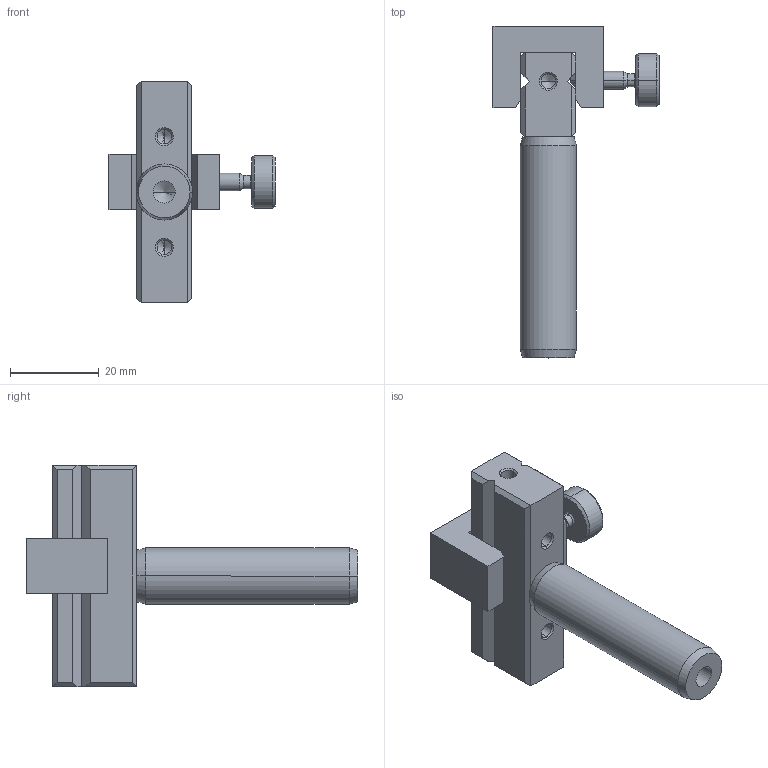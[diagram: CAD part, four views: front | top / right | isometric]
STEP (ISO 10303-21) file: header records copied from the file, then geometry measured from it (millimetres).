
FILE_DESCRIPTION (( 'STEP AP214' ), '1' );
FILE_NAME ('OM-007-020-010_01.STEP', '2024-10-13T16:04:15', ( '' ), ( '' ), 'SwSTEP 2.0', 'SolidWorks 2022', '' );
FILE_SCHEMA (( 'AUTOMOTIVE_DESIGN' ));
Length unit declared in the file: millimetre
Products named in the file (5): OM-007-020-010_01; OM-007-011-110_01; OM-007-020-110_01; OM-001-010-050_01; OM-999-002-110_01
Assembly tree (4 placements, depth 2):
  OM-007-020-010_01
    OM-007-020-110_01
    OM-007-011-110_01
    OM-999-002-110_01
    OM-001-010-050_01
Bounding box: 37.52 x 75 x 50 mm (x, y, z)
Volume: 21102 mm3; surface area: 9312.1 mm2
Topology: 4 solids, 4 shells, 114 faces, 258 edges, 147 vertices
Faces by surface type: plane 42, cone 40, cylinder 28, torus 4
Entity records: 3444 total; most frequent: DIRECTION 574, CARTESIAN_POINT 512, ORIENTED_EDGE 488, EDGE_CURVE 244, AXIS2_PLACEMENT_3D 209, VECTOR 156, LINE 156, VERTEX_POINT 147
